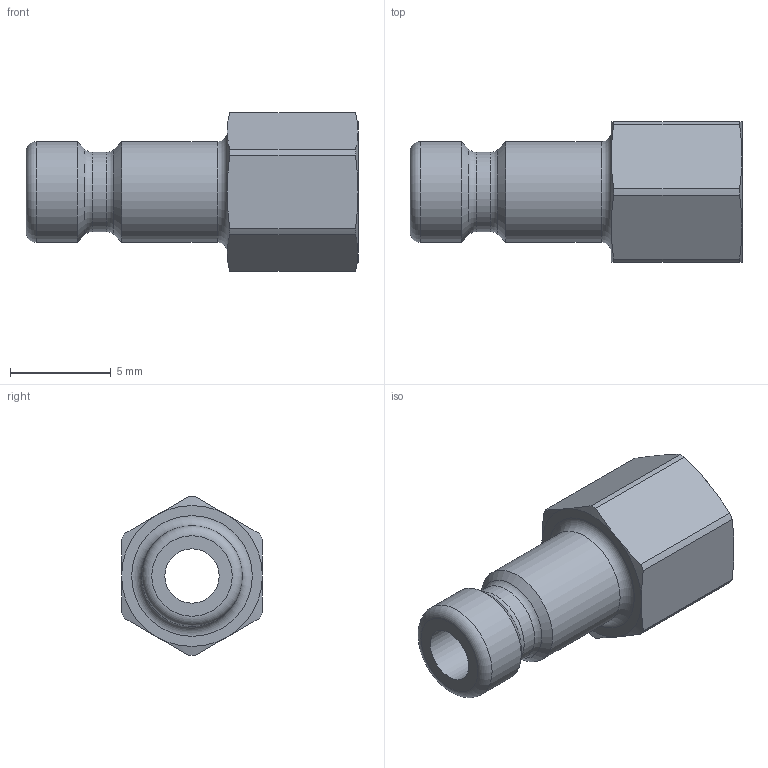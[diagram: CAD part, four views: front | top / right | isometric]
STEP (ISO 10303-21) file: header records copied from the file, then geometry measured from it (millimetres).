
FILE_DESCRIPTION((''),'2;1');
FILE_NAME('20sfim05mxn.stp','2013-04-25T11:55:30',('IA176480'),(''),'Autodesk Inventor 2011','Autodesk Inventor 2011','');
FILE_SCHEMA(('AUTOMOTIVE_DESIGN { 1 0 10303 214 1 1 1 1 }'));
Length unit declared in the file: millimetre
Products named in the file (1): D106480
Bounding box: 16.5 x 7 x 7.9 mm (x, y, z)
Volume: 293.6 mm3; surface area: 549.9 mm2
Topology: 1 solids, 1 shells, 40 faces, 87 edges, 51 vertices
Faces by surface type: cone 15, cylinder 11, plane 10, torus 4
Full cylindrical faces by diameter (mm): 2.7 x1, 3.95 x1, 5 x3
Entity records: 1028 total; most frequent: CARTESIAN_POINT 215, DIRECTION 172, ORIENTED_EDGE 150, AXIS2_PLACEMENT_3D 80, EDGE_CURVE 75, EDGE_LOOP 56, VERTEX_POINT 51, FACE_OUTER_BOUND 40
